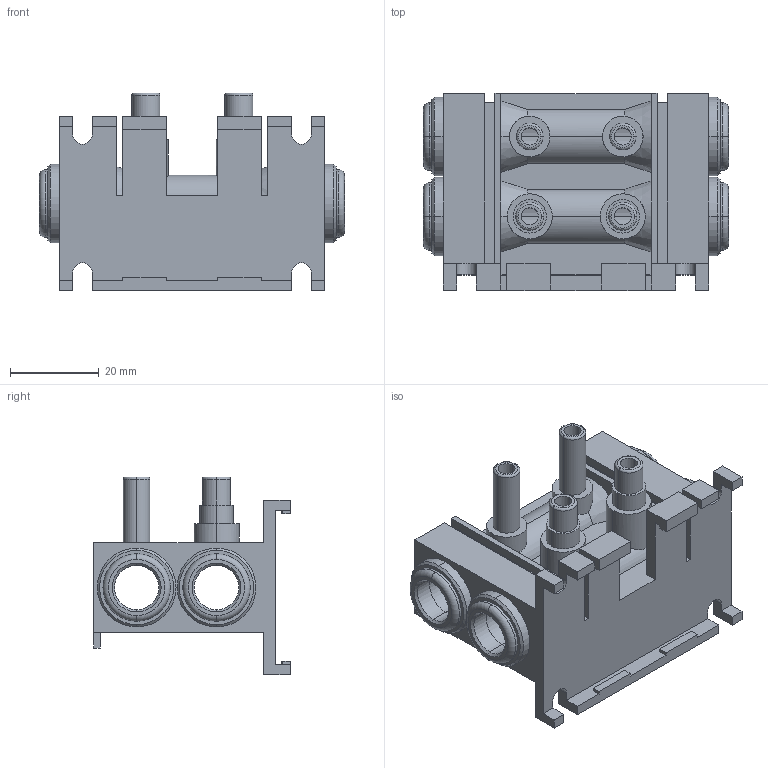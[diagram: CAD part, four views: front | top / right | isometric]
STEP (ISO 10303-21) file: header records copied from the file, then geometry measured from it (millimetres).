
FILE_DESCRIPTION (( 'STEP AP214' ), '1' );
FILE_NAME ('BVM-426M.step', '2016-07-27T15:13:28', ( '' ), ( '' ), 'SwSTEP 2.0', 'SolidWorks 2016', '' );
FILE_SCHEMA (( 'AUTOMOTIVE_DESIGN' ));
Length unit declared in the file: inch
Products named in the file (1): BVM-426M
Bounding box: 68.88 x 44.45 x 44.69 mm (x, y, z)
Volume: 32498.7 mm3; surface area: 23530.5 mm2
Topology: 5 solids, 5 shells, 226 faces, 584 edges, 374 vertices
Faces by surface type: plane 114, cylinder 68, cone 28, torus 16
Entity records: 7995 total; most frequent: CARTESIAN_POINT 1793, DIRECTION 1180, ORIENTED_EDGE 1168, EDGE_CURVE 584, AXIS2_PLACEMENT_3D 409, VERTEX_POINT 374, VECTOR 362, LINE 362
